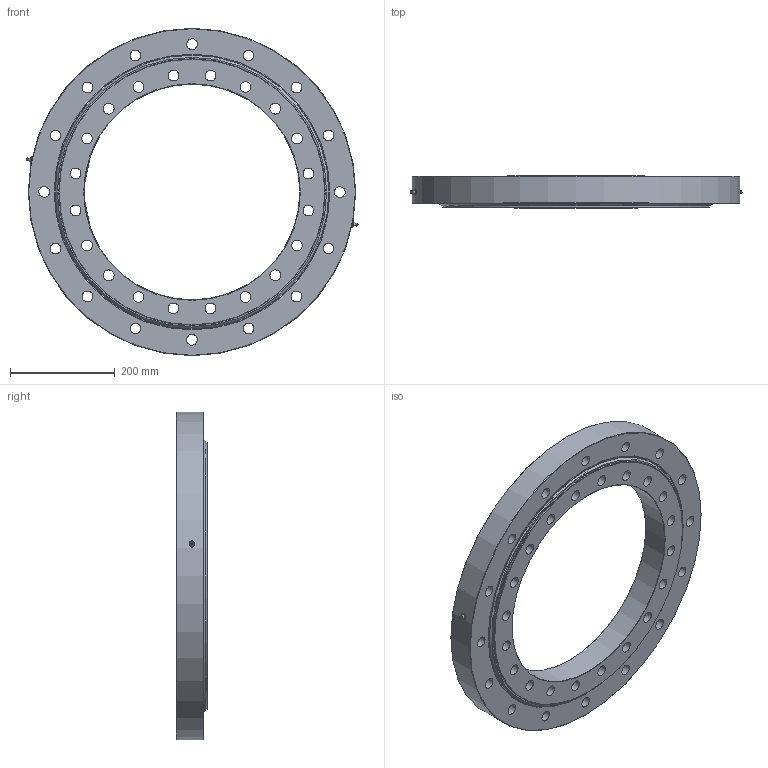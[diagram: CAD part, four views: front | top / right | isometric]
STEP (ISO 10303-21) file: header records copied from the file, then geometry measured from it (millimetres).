
FILE_DESCRIPTION(/* description */ (''),/* implementation_level */ '2;1');
FILE_NAME(/* name */ '30P.0508.25.002.stp',/* time_stamp */ '2025-06-05T17:34:19-04:00',/* author */ ('richard.potesta'),/* organization */ (''),/* preprocessor_version */ 'ST-DEVELOPER v20.1',/* originating_system */ 'Autodesk Inventor 2026',/* authorisation */ '');
FILE_SCHEMA (('AUTOMOTIVE_DESIGN { 1 0 10303 214 3 1 1 }'));
Length unit declared in the file: inch
Products named in the file (3): 30P.0508.25.002; 30P.0508.25.002_1; 1_8 NPT Fitting
Assembly tree (3 placements, depth 2):
  30P.0508.25.002
    30P.0508.25.002_1
    1_8 NPT Fitting  x2
Bounding box: 635.03 x 60.33 x 626.11 mm (x, y, z)
Volume: 8281142.5 mm3; surface area: 1075355.1 mm2
Topology: 8 solids, 8 shells, 270 faces, 719 edges, 476 vertices
Faces by surface type: torus 82, sphere 57, cylinder 57, plane 36, cone 32, bspline 6
Full cylindrical faces by diameter (mm): 2.536 x4, 20.65 x36, 28.175 x1, 28.226 x1, 412.75 x1, 496.824 x1, 496.849 x1, 503.428 x1, 506.476 x2, 509.524 x2, 512.572 x1, 519.151 x1, 519.176 x1, 626.11 x1
Entity records: 15818 total; most frequent: CARTESIAN_POINT 9634, ORIENTED_EDGE 1296, DIRECTION 1139, EDGE_CURVE 648, AXIS2_PLACEMENT_3D 527, VERTEX_POINT 429, EDGE_LOOP 331, CIRCLE 284
